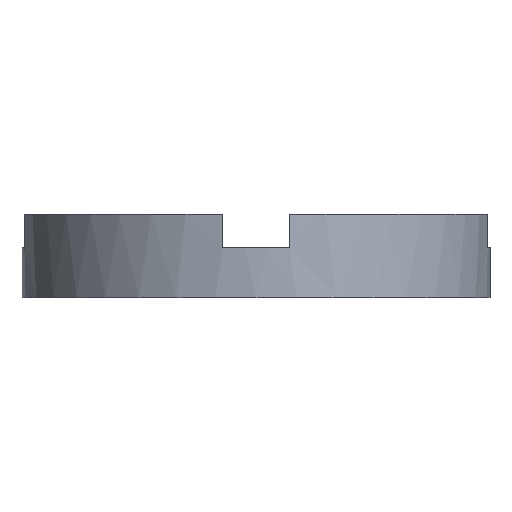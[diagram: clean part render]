
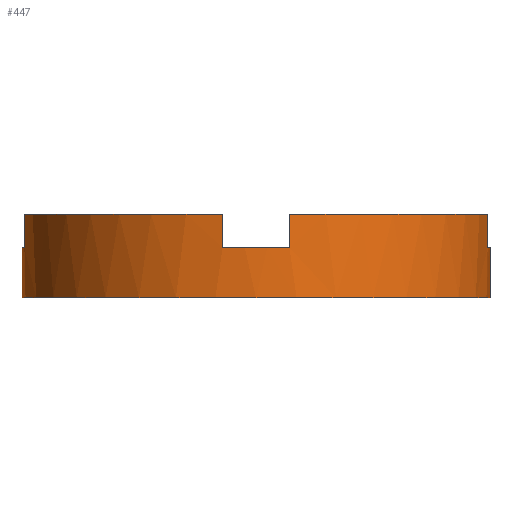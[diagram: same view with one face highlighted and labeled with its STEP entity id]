
A CAD part, front view. The second image highlights one B-rep face of the part: STEP entity #447.
In plain terms, the highlighted cylindrical face has radius 7 mm (diameter 14 mm), a partial arc.
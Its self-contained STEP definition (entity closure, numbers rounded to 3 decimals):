
#19 = DIRECTION ( 'NONE',  ( 1., 0., 0. ) ) ;
#22 = EDGE_CURVE ( 'NONE', #341, #450, #490, .T. ) ;
#26 = LINE ( 'NONE', #694, #290 ) ;
#40 = CARTESIAN_POINT ( 'NONE',  ( 1., -6.928, 2.5 ) ) ;
#51 = EDGE_CURVE ( 'NONE', #401, #451, #214, .T. ) ;
#79 = DIRECTION ( 'NONE',  ( 0., 0., 1. ) ) ;
#84 = DIRECTION ( 'NONE',  ( 1., 0., 0. ) ) ;
#85 = EDGE_CURVE ( 'NONE', #512, #721, #482, .T. ) ;
#89 = CARTESIAN_POINT ( 'NONE',  ( -6.928, -1., 1.5 ) ) ;
#93 = EDGE_CURVE ( 'NONE', #387, #457, #742, .T. ) ;
#105 = CARTESIAN_POINT ( 'NONE',  ( -1., -6.928, 1.5 ) ) ;
#109 = EDGE_LOOP ( 'NONE', ( #210, #491, #400, #766, #425, #470, #769, #243, #483, #657, #744, #734 ) ) ;
#111 = DIRECTION ( 'NONE',  ( 0., 0., 1. ) ) ;
#130 = DIRECTION ( 'NONE',  ( 0., 0., -1. ) ) ;
#133 = EDGE_CURVE ( 'NONE', #204, #476, #756, .T. ) ;
#135 = CARTESIAN_POINT ( 'NONE',  ( 1., -6.928, 1.5 ) ) ;
#147 = AXIS2_PLACEMENT_3D ( 'NONE', #605, #111, #647 ) ;
#170 = AXIS2_PLACEMENT_3D ( 'NONE', #557, #691, #19 ) ;
#185 = CARTESIAN_POINT ( 'NONE',  ( -7., 0., 1.5 ) ) ;
#186 = EDGE_CURVE ( 'NONE', #451, #341, #207, .T. ) ;
#193 = VERTEX_POINT ( 'NONE', #328 ) ;
#204 = VERTEX_POINT ( 'NONE', #602 ) ;
#207 = LINE ( 'NONE', #368, #726 ) ;
#210 = ORIENTED_EDGE ( 'NONE', *, *, #133, .F. ) ;
#214 = CIRCLE ( 'NONE', #433, 7. ) ;
#243 = ORIENTED_EDGE ( 'NONE', *, *, #22, .F. ) ;
#261 = EDGE_CURVE ( 'NONE', #193, #476, #511, .T. ) ;
#274 = CARTESIAN_POINT ( 'NONE',  ( 6.928, -1., 1.5 ) ) ;
#275 = CYLINDRICAL_SURFACE ( 'NONE', #782, 7. ) ;
#280 = CARTESIAN_POINT ( 'NONE',  ( -1., -6.928, 1.5 ) ) ;
#281 = CARTESIAN_POINT ( 'NONE',  ( 6.928, -1., 2.5 ) ) ;
#288 = DIRECTION ( 'NONE',  ( 0., 0., -1. ) ) ;
#290 = VECTOR ( 'NONE', #323, 1000. ) ;
#293 = EDGE_CURVE ( 'NONE', #682, #204, #487, .T. ) ;
#323 = DIRECTION ( 'NONE',  ( 0., 0., 1. ) ) ;
#328 = CARTESIAN_POINT ( 'NONE',  ( -7., 0., 0. ) ) ;
#334 = EDGE_CURVE ( 'NONE', #387, #450, #540, .T. ) ;
#341 = VERTEX_POINT ( 'NONE', #405 ) ;
#353 = EDGE_CURVE ( 'NONE', #682, #721, #548, .T. ) ;
#365 = EDGE_CURVE ( 'NONE', #457, #512, #26, .T. ) ;
#368 = CARTESIAN_POINT ( 'NONE',  ( -6.928, -1., 1.5 ) ) ;
#382 = AXIS2_PLACEMENT_3D ( 'NONE', #674, #754, #84 ) ;
#383 = CARTESIAN_POINT ( 'NONE',  ( 0., 0., 1.5 ) ) ;
#386 = DIRECTION ( 'NONE',  ( 0., 0., 1. ) ) ;
#387 = VERTEX_POINT ( 'NONE', #280 ) ;
#400 = ORIENTED_EDGE ( 'NONE', *, *, #353, .T. ) ;
#401 = VERTEX_POINT ( 'NONE', #185 ) ;
#405 = CARTESIAN_POINT ( 'NONE',  ( -6.928, -1., 2.5 ) ) ;
#413 = CARTESIAN_POINT ( 'NONE',  ( 6.928, -1., 1.5 ) ) ;
#416 = DIRECTION ( 'NONE',  ( 0., 0., 1. ) ) ;
#425 = ORIENTED_EDGE ( 'NONE', *, *, #365, .F. ) ;
#433 = AXIS2_PLACEMENT_3D ( 'NONE', #383, #746, #777 ) ;
#436 = CARTESIAN_POINT ( 'NONE',  ( 0., 0., 2.5 ) ) ;
#437 = CARTESIAN_POINT ( 'NONE',  ( 7., 0., 2.5 ) ) ;
#447 = ADVANCED_FACE ( 'NONE', ( #531 ), #275, .T. ) ;
#450 = VERTEX_POINT ( 'NONE', #582 ) ;
#451 = VERTEX_POINT ( 'NONE', #89 ) ;
#457 = VERTEX_POINT ( 'NONE', #135 ) ;
#470 = ORIENTED_EDGE ( 'NONE', *, *, #93, .F. ) ;
#476 = VERTEX_POINT ( 'NONE', #668 ) ;
#482 = CIRCLE ( 'NONE', #751, 7. ) ;
#483 = ORIENTED_EDGE ( 'NONE', *, *, #186, .F. ) ;
#487 = CIRCLE ( 'NONE', #147, 7. ) ;
#490 = CIRCLE ( 'NONE', #780, 7. ) ;
#491 = ORIENTED_EDGE ( 'NONE', *, *, #293, .F. ) ;
#502 = DIRECTION ( 'NONE',  ( 1., 0., 0. ) ) ;
#511 = CIRCLE ( 'NONE', #170, 7. ) ;
#512 = VERTEX_POINT ( 'NONE', #40 ) ;
#531 = FACE_OUTER_BOUND ( 'NONE', #109, .T. ) ;
#540 = LINE ( 'NONE', #105, #551 ) ;
#544 = VECTOR ( 'NONE', #603, 1000. ) ;
#548 = LINE ( 'NONE', #413, #544 ) ;
#551 = VECTOR ( 'NONE', #79, 1000. ) ;
#556 = DIRECTION ( 'NONE',  ( 0., 0., -1. ) ) ;
#557 = CARTESIAN_POINT ( 'NONE',  ( 0., 0., 0. ) ) ;
#582 = CARTESIAN_POINT ( 'NONE',  ( -1., -6.928, 2.5 ) ) ;
#585 = CARTESIAN_POINT ( 'NONE',  ( 0., 0., 2.5 ) ) ;
#602 = CARTESIAN_POINT ( 'NONE',  ( 7., 0., 1.5 ) ) ;
#603 = DIRECTION ( 'NONE',  ( 0., 0., 1. ) ) ;
#605 = CARTESIAN_POINT ( 'NONE',  ( 0., 0., 1.5 ) ) ;
#647 = DIRECTION ( 'NONE',  ( 1., 0., 0. ) ) ;
#651 = EDGE_CURVE ( 'NONE', #401, #193, #783, .T. ) ;
#657 = ORIENTED_EDGE ( 'NONE', *, *, #51, .F. ) ;
#663 = DIRECTION ( 'NONE',  ( 0., 0., 1. ) ) ;
#668 = CARTESIAN_POINT ( 'NONE',  ( 7., 0., 0. ) ) ;
#670 = DIRECTION ( 'NONE',  ( 1., 0., 0. ) ) ;
#672 = DIRECTION ( 'NONE',  ( -1., 0., 0. ) ) ;
#674 = CARTESIAN_POINT ( 'NONE',  ( 0., 0., 1.5 ) ) ;
#679 = CARTESIAN_POINT ( 'NONE',  ( 0., 0., 2.5 ) ) ;
#682 = VERTEX_POINT ( 'NONE', #274 ) ;
#691 = DIRECTION ( 'NONE',  ( 0., 0., 1. ) ) ;
#694 = CARTESIAN_POINT ( 'NONE',  ( 1., -6.928, 1.5 ) ) ;
#710 = CARTESIAN_POINT ( 'NONE',  ( -7., 0., 2.5 ) ) ;
#721 = VERTEX_POINT ( 'NONE', #281 ) ;
#726 = VECTOR ( 'NONE', #416, 1000. ) ;
#734 = ORIENTED_EDGE ( 'NONE', *, *, #261, .T. ) ;
#742 = CIRCLE ( 'NONE', #382, 7. ) ;
#744 = ORIENTED_EDGE ( 'NONE', *, *, #651, .T. ) ;
#746 = DIRECTION ( 'NONE',  ( 0., 0., 1. ) ) ;
#751 = AXIS2_PLACEMENT_3D ( 'NONE', #679, #386, #670 ) ;
#754 = DIRECTION ( 'NONE',  ( 0., 0., 1. ) ) ;
#756 = LINE ( 'NONE', #437, #763 ) ;
#763 = VECTOR ( 'NONE', #288, 1000. ) ;
#766 = ORIENTED_EDGE ( 'NONE', *, *, #85, .F. ) ;
#769 = ORIENTED_EDGE ( 'NONE', *, *, #334, .T. ) ;
#776 = VECTOR ( 'NONE', #556, 1000. ) ;
#777 = DIRECTION ( 'NONE',  ( 1., 0., 0. ) ) ;
#780 = AXIS2_PLACEMENT_3D ( 'NONE', #585, #663, #502 ) ;
#782 = AXIS2_PLACEMENT_3D ( 'NONE', #436, #130, #672 ) ;
#783 = LINE ( 'NONE', #710, #776 ) ;
